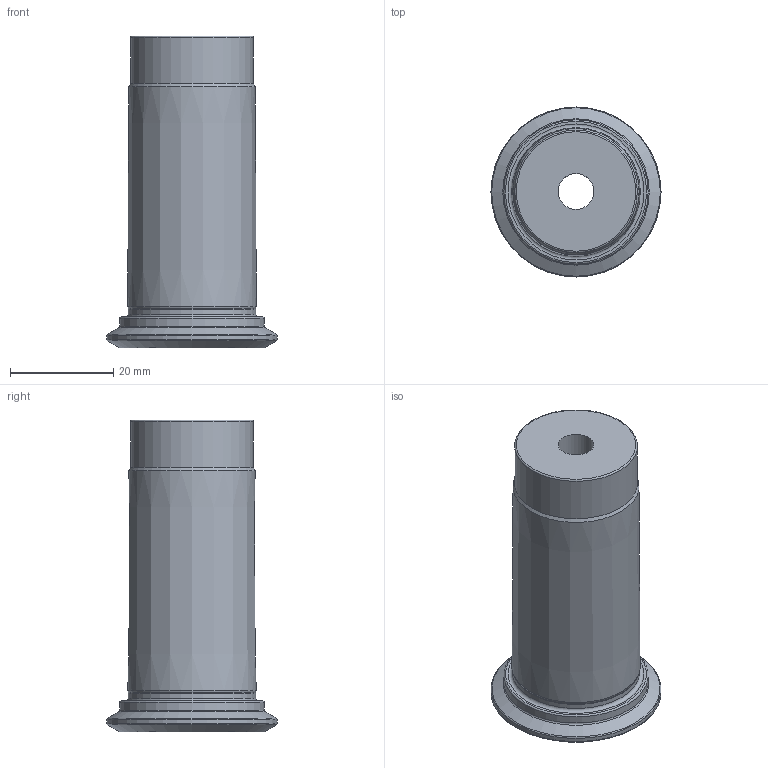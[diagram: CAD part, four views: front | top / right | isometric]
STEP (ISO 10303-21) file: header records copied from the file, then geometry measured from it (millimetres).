
FILE_DESCRIPTION(/* description */ (''),/* implementation_level */ '2;1');
FILE_NAME(/* name */ '172511005.stp',/* time_stamp */ '2022-03-25T09:46:10',/* author */ ('LRA'),/* organization */ ('REGO-FIX'),/* preprocessor_version */ ' Unknown',/* originating_system */ 'SIEMENS PLM Software Solid Edge ST10',/* authorization */ 'Unknown');
FILE_SCHEMA (('AUTOMOTIVE_DESIGN { 1 0 10303 214 2 1 1}'));
Length unit declared in the file: millimetre
Products named in the file (1): NOCUT
Bounding box: 33 x 33 x 60.5 mm (x, y, z)
Volume: 25523.7 mm3; surface area: 7972.6 mm2
Topology: 1 solids, 1 shells, 31 faces, 66 edges, 40 vertices
Faces by surface type: plane 11, torus 8, cylinder 7, cone 5
Full cylindrical faces by diameter (mm): 6.917 x1, 7 x1, 11 x1, 23.8 x1, 24.7 x1, 28 x1, 33 x1
Entity records: 962 total; most frequent: DIRECTION 144, CARTESIAN_POINT 113, ORIENTED_EDGE 84, AXIS2_PLACEMENT_3D 67, EDGE_LOOP 56, FACE_BOUND 56, EDGE_CURVE 42, VERTEX_POINT 36
